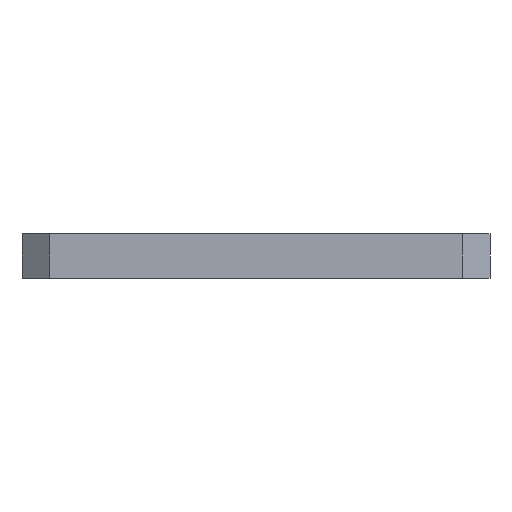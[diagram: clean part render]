
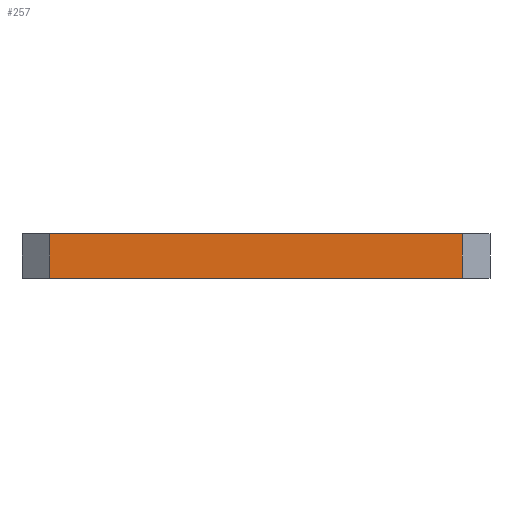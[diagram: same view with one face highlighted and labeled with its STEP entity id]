
A CAD part, left-side view. The second image highlights one B-rep face of the part: STEP entity #257.
In plain terms, the highlighted planar face has unit normal (-1, 0, 0).
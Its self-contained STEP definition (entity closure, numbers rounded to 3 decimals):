
#58 = ORIENTED_EDGE ( 'NONE', *, *, #1647, .T. ) ;
#143 = DIRECTION ( 'NONE',  ( -1., 0., 0. ) ) ;
#176 = CARTESIAN_POINT ( 'NONE',  ( 0., 0., 4. ) ) ;
#257 = ADVANCED_FACE ( 'NONE', ( #3096 ), #3638, .T. ) ;
#273 = VERTEX_POINT ( 'NONE', #1506 ) ;
#417 = VERTEX_POINT ( 'NONE', #3008 ) ;
#513 = ORIENTED_EDGE ( 'NONE', *, *, #1121, .T. ) ;
#589 = ORIENTED_EDGE ( 'NONE', *, *, #1497, .F. ) ;
#850 = DIRECTION ( 'NONE',  ( 0., 1., 0. ) ) ;
#916 = VERTEX_POINT ( 'NONE', #176 ) ;
#1121 = EDGE_CURVE ( 'NONE', #916, #5129, #5454, .T. ) ;
#1307 = CARTESIAN_POINT ( 'NONE',  ( 0., 37., 4. ) ) ;
#1373 = EDGE_CURVE ( 'NONE', #417, #273, #3603, .T. ) ;
#1497 = EDGE_CURVE ( 'NONE', #916, #417, #3055, .T. ) ;
#1506 = CARTESIAN_POINT ( 'NONE',  ( 0., 37., 0. ) ) ;
#1647 = EDGE_CURVE ( 'NONE', #5129, #273, #4571, .T. ) ;
#1724 = CARTESIAN_POINT ( 'NONE',  ( 0., 0., 4. ) ) ;
#1748 = VECTOR ( 'NONE', #3538, 1000. ) ;
#1925 = DIRECTION ( 'NONE',  ( 0., 0., 1. ) ) ;
#2750 = DIRECTION ( 'NONE',  ( 0., 1., 0. ) ) ;
#2780 = CARTESIAN_POINT ( 'NONE',  ( 0., 0., 0. ) ) ;
#3008 = CARTESIAN_POINT ( 'NONE',  ( 0., 0., 0. ) ) ;
#3029 = VECTOR ( 'NONE', #850, 1000. ) ;
#3055 = LINE ( 'NONE', #5160, #1748 ) ;
#3096 = FACE_OUTER_BOUND ( 'NONE', #3658, .T. ) ;
#3478 = AXIS2_PLACEMENT_3D ( 'NONE', #4385, #143, #1925 ) ;
#3538 = DIRECTION ( 'NONE',  ( 0., 0., -1. ) ) ;
#3603 = LINE ( 'NONE', #2780, #5061 ) ;
#3638 = PLANE ( 'NONE',  #3478 ) ;
#3658 = EDGE_LOOP ( 'NONE', ( #4320, #589, #513, #58 ) ) ;
#4107 = CARTESIAN_POINT ( 'NONE',  ( 0., 37., 4. ) ) ;
#4231 = DIRECTION ( 'NONE',  ( 0., 0., -1. ) ) ;
#4320 = ORIENTED_EDGE ( 'NONE', *, *, #1373, .F. ) ;
#4340 = VECTOR ( 'NONE', #4231, 1000. ) ;
#4385 = CARTESIAN_POINT ( 'NONE',  ( 0., 0., 4. ) ) ;
#4571 = LINE ( 'NONE', #1307, #4340 ) ;
#5061 = VECTOR ( 'NONE', #2750, 1000. ) ;
#5129 = VERTEX_POINT ( 'NONE', #4107 ) ;
#5160 = CARTESIAN_POINT ( 'NONE',  ( 0., 0., 4. ) ) ;
#5454 = LINE ( 'NONE', #1724, #3029 ) ;
